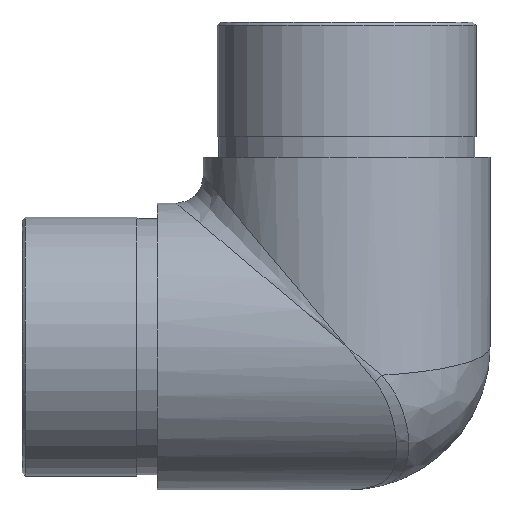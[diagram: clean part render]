
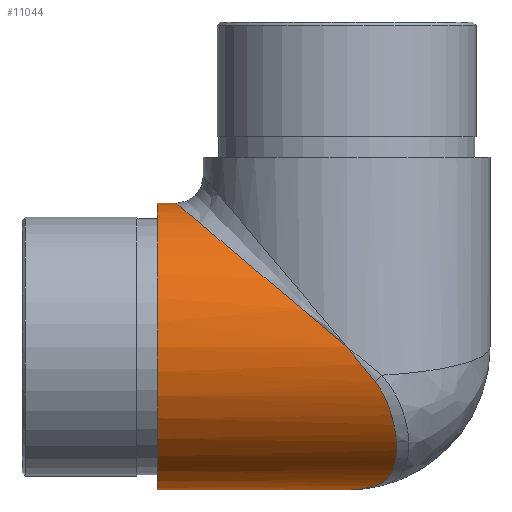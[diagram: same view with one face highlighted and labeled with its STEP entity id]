
A CAD part, left-side view. The second image highlights one B-rep face of the part: STEP entity #11044.
In plain terms, the highlighted cylindrical face has radius 21.2 mm (diameter 42.4 mm), a full revolution.
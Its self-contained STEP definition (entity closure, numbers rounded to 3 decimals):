
#71 = CARTESIAN_POINT ( 'NONE',  ( -18.085, 14.277, 10.095 ) ) ;
#126 = CARTESIAN_POINT ( 'NONE',  ( -5.198, 16.983, 0.647 ) ) ;
#135 = CARTESIAN_POINT ( 'NONE',  ( 0., 21.2, 21.2 ) ) ;
#204 = CARTESIAN_POINT ( 'NONE',  ( -15.69, 13.834, 6.934 ) ) ;
#283 =( BOUNDED_CURVE ( )  B_SPLINE_CURVE ( 3, ( #5126, #10273, #10177, #320 ),
 .UNSPECIFIED., .F., .F. ) 
 B_SPLINE_CURVE_WITH_KNOTS ( ( 4, 4 ),
 ( 4.465, 4.712 ),
 .UNSPECIFIED. ) 
 CURVE ( )  GEOMETRIC_REPRESENTATION_ITEM ( )  RATIONAL_B_SPLINE_CURVE ( ( 1., 0.995, 0.995, 1. ) ) 
 REPRESENTATION_ITEM ( '' )  );
#320 = CARTESIAN_POINT ( 'NONE',  ( -21.2, 21.2, 21.2 ) ) ;
#425 = CARTESIAN_POINT ( 'NONE',  ( -20.553, 16.983, 16.002 ) ) ;
#739 = CARTESIAN_POINT ( 'NONE',  ( 0., 21.2, 0. ) ) ;
#958 = ORIENTED_EDGE ( 'NONE', *, *, #2876, .T. ) ;
#1094 = CARTESIAN_POINT ( 'NONE',  ( -20.553, 16.983, 16.002 ) ) ;
#1129 = B_SPLINE_CURVE_WITH_KNOTS ( 'NONE', 3,
 ( #11229, #9098, #11097, #8198, #8145, #2229, #11149, #3103, #2135, #9153, #4162, #3151, #5177, #6190, #7050, #9237, #204, #7183, #11053, #2179, #71, #5320, #2409, #12411, #8438, #8400, #4477, #425 ),
 .UNSPECIFIED., .F., .F.,
 ( 4, 2, 2, 2, 2, 2, 2, 2, 2, 2, 2, 2, 2, 4 ),
 ( 0., 0.001, 0.003, 0.004, 0.006, 0.007, 0.009, 0.012, 0.013, 0.015, 0.018, 0.021, 0.022, 0.024 ),
 .UNSPECIFIED. ) ;
#1313 = EDGE_CURVE ( 'NONE', #6677, #10725, #12597, .T. ) ;
#1835 = CARTESIAN_POINT ( 'NONE',  ( 0., 49.2, 42.4 ) ) ;
#2042 = ORIENTED_EDGE ( 'NONE', *, *, #12171, .T. ) ;
#2135 = CARTESIAN_POINT ( 'NONE',  ( -9.821, 14.642, 2.406 ) ) ;
#2179 = CARTESIAN_POINT ( 'NONE',  ( -17.551, 14.105, 9.268 ) ) ;
#2229 = CARTESIAN_POINT ( 'NONE',  ( -8.09, 15.276, 1.599 ) ) ;
#2255 = DIRECTION ( 'NONE',  ( 0., 0., 1. ) ) ;
#2409 = CARTESIAN_POINT ( 'NONE',  ( -19.431, 15.072, 12.672 ) ) ;
#2876 = EDGE_CURVE ( 'NONE', #7378, #9991, #283, .T. ) ;
#3103 = CARTESIAN_POINT ( 'NONE',  ( -9.391, 14.78, 2.187 ) ) ;
#3151 = CARTESIAN_POINT ( 'NONE',  ( -11.921, 14.12, 3.663 ) ) ;
#3445 = DIRECTION ( 'NONE',  ( 0., 0., 1. ) ) ;
#3481 = VERTEX_POINT ( 'NONE', #3553 ) ;
#3553 = CARTESIAN_POINT ( 'NONE',  ( -5.198, 16.983, 0.647 ) ) ;
#3740 = ORIENTED_EDGE ( 'NONE', *, *, #10962, .T. ) ;
#3790 = CARTESIAN_POINT ( 'NONE',  ( 14.991, 39.019, 36.191 ) ) ;
#3895 = AXIS2_PLACEMENT_3D ( 'NONE', #135, #5253, #2255 ) ;
#3975 = ORIENTED_EDGE ( 'NONE', *, *, #6107, .T. ) ;
#4162 = CARTESIAN_POINT ( 'NONE',  ( -11.091, 14.297, 3.126 ) ) ;
#4477 = CARTESIAN_POINT ( 'NONE',  ( -20.455, 16.669, 15.616 ) ) ;
#4561 = EDGE_LOOP ( 'NONE', ( #3740, #6459, #3975, #4876, #958 ) ) ;
#4876 = ORIENTED_EDGE ( 'NONE', *, *, #7369, .T. ) ;
#5101 = CARTESIAN_POINT ( 'NONE',  ( -1.755, 19.776, 0. ) ) ;
#5126 = CARTESIAN_POINT ( 'NONE',  ( -20.553, 16.983, 16.002 ) ) ;
#5177 = CARTESIAN_POINT ( 'NONE',  ( -12.332, 14.047, 3.949 ) ) ;
#5180 = AXIS2_PLACEMENT_3D ( 'NONE', #9614, #5485, #3445 ) ;
#5253 = DIRECTION ( 'NONE',  ( 0., 1., 0. ) ) ;
#5320 = CARTESIAN_POINT ( 'NONE',  ( -19.033, 14.765, 11.811 ) ) ;
#5402 = CIRCLE ( 'NONE', #5180, 21.2 ) ;
#5485 = DIRECTION ( 'NONE',  ( 0., -1., 0. ) ) ;
#6106 = CARTESIAN_POINT ( 'NONE',  ( -3.497, 18.363, 0.217 ) ) ;
#6107 = EDGE_CURVE ( 'NONE', #10725, #3481, #10006, .T. ) ;
#6160 = VERTEX_POINT ( 'NONE', #1835 ) ;
#6190 = CARTESIAN_POINT ( 'NONE',  ( -13.528, 13.875, 4.847 ) ) ;
#6459 = ORIENTED_EDGE ( 'NONE', *, *, #1313, .T. ) ;
#6677 = VERTEX_POINT ( 'NONE', #11952 ) ;
#6771 = CARTESIAN_POINT ( 'NONE',  ( -21.2, 47.576, 43.389 ) ) ;
#6824 = CARTESIAN_POINT ( 'NONE',  ( 14.991, 39.019, 36.191 ) ) ;
#6955 = CARTESIAN_POINT ( 'NONE',  ( -21.2, 21.2, 21.2 ) ) ;
#7050 = CARTESIAN_POINT ( 'NONE',  ( -14.281, 13.819, 5.5 ) ) ;
#7183 = CARTESIAN_POINT ( 'NONE',  ( -16.347, 13.891, 7.691 ) ) ;
#7369 = EDGE_CURVE ( 'NONE', #3481, #7378, #1129, .T. ) ;
#7378 = VERTEX_POINT ( 'NONE', #1094 ) ;
#7821 = CARTESIAN_POINT ( 'NONE',  ( 22.189, 47.576, 0. ) ) ;
#7857 =( BOUNDED_CURVE ( )  B_SPLINE_CURVE ( 3, ( #6955, #6771, #12747, #3790 ),
 .UNSPECIFIED., .F., .T. ) 
 B_SPLINE_CURVE_WITH_KNOTS ( ( 4, 4 ),
 ( 4.712, 7.069 ),
 .UNSPECIFIED. ) 
 CURVE ( )  GEOMETRIC_REPRESENTATION_ITEM ( )  RATIONAL_B_SPLINE_CURVE ( ( 1., 0.588, 0.588, 1. ) ) 
 REPRESENTATION_ITEM ( '' )  );
#8145 = CARTESIAN_POINT ( 'NONE',  ( -7.234, 15.675, 1.267 ) ) ;
#8198 = CARTESIAN_POINT ( 'NONE',  ( -6.812, 15.896, 1.12 ) ) ;
#8400 = CARTESIAN_POINT ( 'NONE',  ( -20.34, 16.389, 15.207 ) ) ;
#8438 = CARTESIAN_POINT ( 'NONE',  ( -20.075, 15.888, 14.373 ) ) ;
#8585 = CARTESIAN_POINT ( 'NONE',  ( -21.2, 21.2, 21.2 ) ) ;
#8781 = CARTESIAN_POINT ( 'NONE',  ( 0., 21.2, 0. ) ) ;
#8832 = CARTESIAN_POINT ( 'NONE',  ( 30.681, 57.67, 20.5 ) ) ;
#9023 = CARTESIAN_POINT ( 'NONE',  ( 0., 21.2, 0. ) ) ;
#9098 = CARTESIAN_POINT ( 'NONE',  ( -5.585, 16.669, 0.745 ) ) ;
#9153 = CARTESIAN_POINT ( 'NONE',  ( -10.67, 14.4, 2.875 ) ) ;
#9237 = CARTESIAN_POINT ( 'NONE',  ( -15.345, 13.819, 6.563 ) ) ;
#9614 = CARTESIAN_POINT ( 'NONE',  ( 0., 49.2, 21.2 ) ) ;
#9991 = VERTEX_POINT ( 'NONE', #8585 ) ;
#10006 =( BOUNDED_CURVE ( )  B_SPLINE_CURVE ( 3, ( #9023, #5101, #6106, #126 ),
 .UNSPECIFIED., .F., .T. ) 
 B_SPLINE_CURVE_WITH_KNOTS ( ( 4, 4 ),
 ( 1.571, 1.819 ),
 .UNSPECIFIED. ) 
 CURVE ( )  GEOMETRIC_REPRESENTATION_ITEM ( )  RATIONAL_B_SPLINE_CURVE ( ( 1., 0.995, 0.995, 1. ) ) 
 REPRESENTATION_ITEM ( '' )  );
#10177 = CARTESIAN_POINT ( 'NONE',  ( -21.2, 19.776, 19.445 ) ) ;
#10217 = FACE_OUTER_BOUND ( 'NONE', #10816, .T. ) ;
#10273 = CARTESIAN_POINT ( 'NONE',  ( -20.983, 18.363, 17.703 ) ) ;
#10725 = VERTEX_POINT ( 'NONE', #739 ) ;
#10816 = EDGE_LOOP ( 'NONE', ( #2042 ) ) ;
#10962 = EDGE_CURVE ( 'NONE', #9991, #6677, #7857, .T. ) ;
#11044 = ADVANCED_FACE ( 'NONE', ( #11303, #10217 ), #11463, .T. ) ;
#11053 = CARTESIAN_POINT ( 'NONE',  ( -16.659, 13.934, 8.079 ) ) ;
#11097 = CARTESIAN_POINT ( 'NONE',  ( -5.988, 16.393, 0.859 ) ) ;
#11149 = CARTESIAN_POINT ( 'NONE',  ( -8.525, 15.097, 1.784 ) ) ;
#11229 = CARTESIAN_POINT ( 'NONE',  ( -5.198, 16.983, 0.647 ) ) ;
#11303 = FACE_OUTER_BOUND ( 'NONE', #4561, .T. ) ;
#11463 = CYLINDRICAL_SURFACE ( 'NONE', #3895, 21.2 ) ;
#11952 = CARTESIAN_POINT ( 'NONE',  ( 14.991, 39.019, 36.191 ) ) ;
#12171 = EDGE_CURVE ( 'NONE', #6160, #6160, #5402, .T. ) ;
#12411 = CARTESIAN_POINT ( 'NONE',  ( -19.927, 15.667, 13.95 ) ) ;
#12597 =( BOUNDED_CURVE ( )  B_SPLINE_CURVE ( 3, ( #6824, #8832, #7821, #8781 ),
 .UNSPECIFIED., .F., .F. ) 
 B_SPLINE_CURVE_WITH_KNOTS ( ( 4, 4 ),
 ( 5.498, 7.854 ),
 .UNSPECIFIED. ) 
 CURVE ( )  GEOMETRIC_REPRESENTATION_ITEM ( )  RATIONAL_B_SPLINE_CURVE ( ( 1., 0.588, 0.588, 1. ) ) 
 REPRESENTATION_ITEM ( '' )  );
#12747 = CARTESIAN_POINT ( 'NONE',  ( -0.7, 57.67, 51.881 ) ) ;
